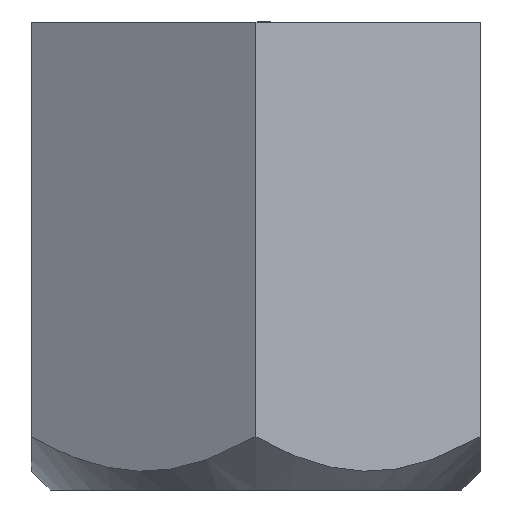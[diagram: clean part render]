
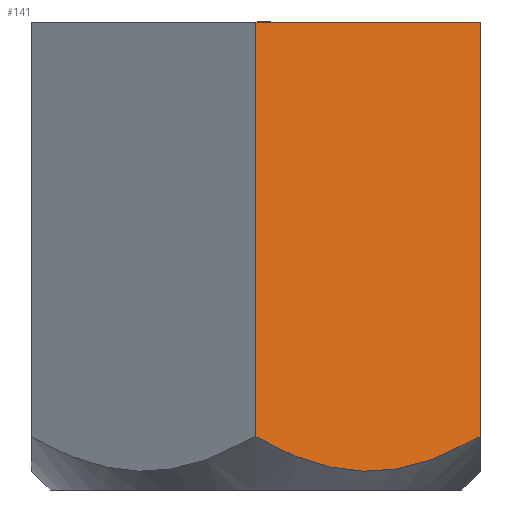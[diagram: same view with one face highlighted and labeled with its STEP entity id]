
A CAD part, front view. The second image highlights one B-rep face of the part: STEP entity #141.
In plain terms, the highlighted free-form (B-spline) face has degree [1, 1] with [2, 2] control points.
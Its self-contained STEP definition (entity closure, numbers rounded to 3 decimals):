
#117 = VERTEX_POINT('',#118);
#118 = CARTESIAN_POINT('',(16.397,-9.467,3.903
    ));
#126 = VERTEX_POINT('',#127);
#127 = CARTESIAN_POINT('',(16.397,-9.467,
    34.16));
#132 = EDGE_CURVE('',#126,#117,#133,.T.);
#133 = B_SPLINE_CURVE_WITH_KNOTS('',1,(#134,#135),.UNSPECIFIED.,.F.,.F.,
  (2,2),(0.,22.144),.PIECEWISE_BEZIER_KNOTS.);
#134 = CARTESIAN_POINT('',(16.397,-9.467,
    34.16));
#135 = CARTESIAN_POINT('',(16.397,-9.467,3.903
    ));
#141 = ADVANCED_FACE('',(#142),#165,.F.);
#142 = FACE_BOUND('',#143,.T.);
#143 = EDGE_LOOP('',(#144,#152,#153,#160));
#144 = ORIENTED_EDGE('',*,*,#145,.F.);
#145 = EDGE_CURVE('',#117,#146,#148,.T.);
#146 = VERTEX_POINT('',#147);
#147 = CARTESIAN_POINT('',(0.,-18.933,
    3.903));
#148 = ( BOUNDED_CURVE() B_SPLINE_CURVE(2,(#149,#150,#151),
.UNSPECIFIED.,.F.,.F.) B_SPLINE_CURVE_WITH_KNOTS((3,3),(
0.025,1.471),.PIECEWISE_BEZIER_KNOTS.) CURVE() 
GEOMETRIC_REPRESENTATION_ITEM() RATIONAL_B_SPLINE_CURVE((1.006,
1.161,1.006)) REPRESENTATION_ITEM('') );
#149 = CARTESIAN_POINT('',(16.397,-9.467,3.903
    ));
#150 = CARTESIAN_POINT('',(8.198,-14.2,-0.83
    ));
#151 = CARTESIAN_POINT('',(0.,-18.933,
    3.903));
#152 = ORIENTED_EDGE('',*,*,#132,.F.);
#153 = ORIENTED_EDGE('',*,*,#154,.F.);
#154 = EDGE_CURVE('',#155,#126,#157,.T.);
#155 = VERTEX_POINT('',#156);
#156 = CARTESIAN_POINT('',(0.,-18.933,
    34.16));
#157 = B_SPLINE_CURVE_WITH_KNOTS('',1,(#158,#159),.UNSPECIFIED.,.F.,.F.,
  (2,2),(-5.964,7.892),.PIECEWISE_BEZIER_KNOTS.);
#158 = CARTESIAN_POINT('',(0.,-18.933,
    34.16));
#159 = CARTESIAN_POINT('',(16.397,-9.467,
    34.16));
#160 = ORIENTED_EDGE('',*,*,#161,.T.);
#161 = EDGE_CURVE('',#155,#146,#162,.T.);
#162 = B_SPLINE_CURVE_WITH_KNOTS('',1,(#163,#164),.UNSPECIFIED.,.F.,.F.,
  (2,2),(0.,22.144),.PIECEWISE_BEZIER_KNOTS.);
#163 = CARTESIAN_POINT('',(0.,-18.933,
    34.16));
#164 = CARTESIAN_POINT('',(0.,-18.933,
    3.903));
#165 = B_SPLINE_SURFACE_WITH_KNOTS('',1,1,(
    (#166,#167)
    ,(#168,#169
    )),.UNSPECIFIED.,.F.,.F.,.F.,(2,2),(2,2),(0.,
    13.856),(0.,25.608),.PIECEWISE_BEZIER_KNOTS.);
#166 = CARTESIAN_POINT('',(0.,-18.933,
    34.16));
#167 = CARTESIAN_POINT('',(0.,-18.933,
    -0.83));
#168 = CARTESIAN_POINT('',(16.397,-9.467,
    34.16));
#169 = CARTESIAN_POINT('',(16.397,-9.467,
    -0.83));
